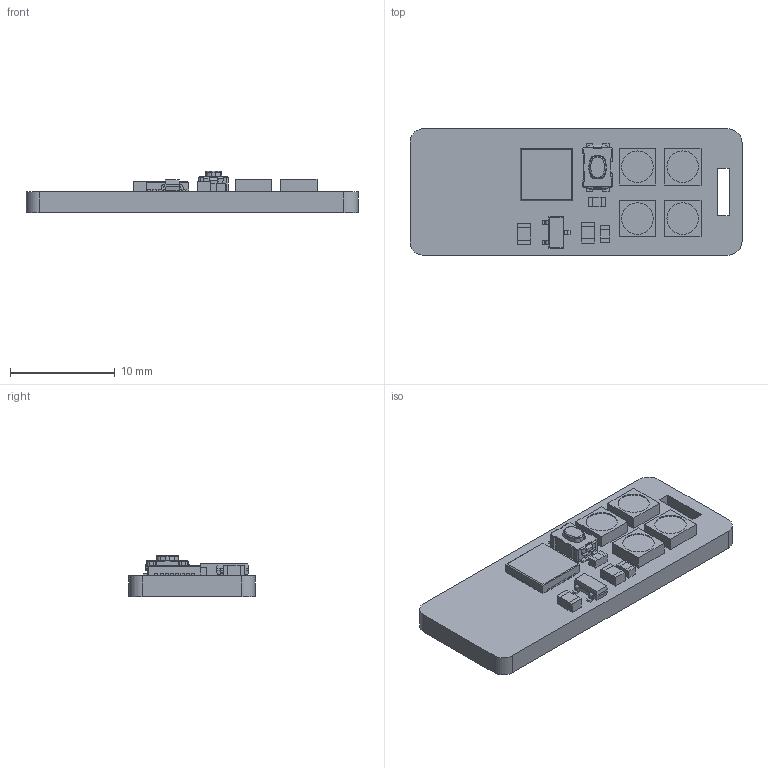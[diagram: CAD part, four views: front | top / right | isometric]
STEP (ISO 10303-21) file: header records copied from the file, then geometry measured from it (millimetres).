
FILE_DESCRIPTION(/* description */ (''),/* implementation_level */ '2;1');
FILE_NAME(/* name */ '4870 Neo Trinkey.step',/* time_stamp */ '2021-05-26T15:50:27-04:00',/* author */ (''),/* organization */ (''),/* preprocessor_version */ 'ST-DEVELOPER v18.1',/* originating_system */ 'Autodesk Translation Framework v10.9.0.1377',/* authorisation */ '');
FILE_SCHEMA (('AUTOMOTIVE_DESIGN { 1 0 10303 214 3 1 1 }'));
Length unit declared in the file: millimetre
Products named in the file (9): Adafruit Neo Trinkey; PCB Component; Board; 10uF; reset; ATSAMD21E; 1uF; AP2112K-3.3; WS2812B3535
Assembly tree (13 placements, depth 3):
  Adafruit Neo Trinkey
    PCB Component
      Board
      10uF  x2
      reset
      ATSAMD21E
      1uF  x2
      AP2112K-3.3
      WS2812B3535  x4
Bounding box: 31.7 x 12.06 x 3.94 mm (x, y, z)
Volume: 853.6 mm3; surface area: 1370 mm2
Topology: 28 solids, 28 shells, 786 faces, 2032 edges, 1316 vertices
Faces by surface type: plane 605, cylinder 151, bspline 18, torus 6, cone 6
Full cylindrical faces by diameter (mm): 0.4 x21, 3 x4
Entity records: 24328 total; most frequent: CARTESIAN_POINT 5403, ORIENTED_EDGE 3826, DIRECTION 3635, EDGE_CURVE 1913, LINE 1571, VECTOR 1571, VERTEX_POINT 1238, AXIS2_PLACEMENT_3D 1032
